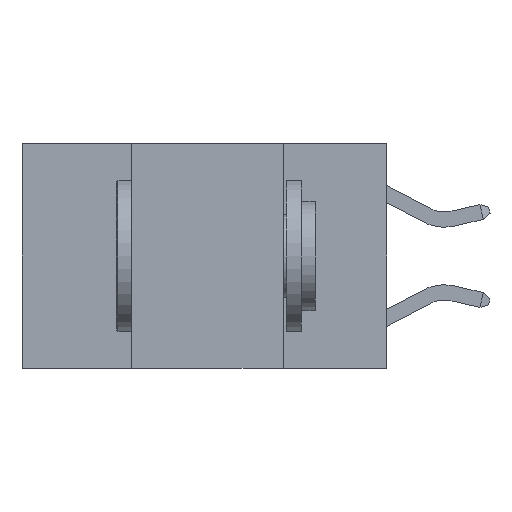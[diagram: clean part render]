
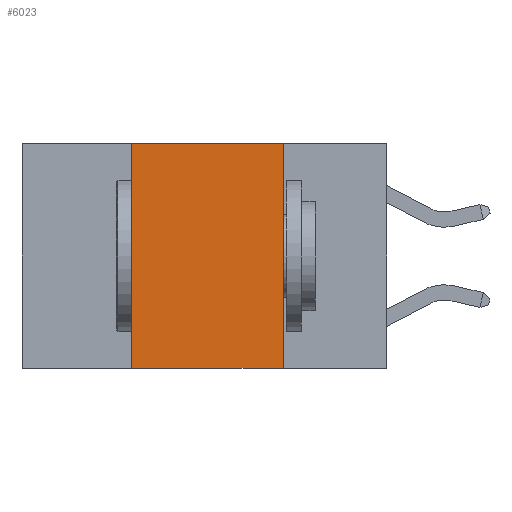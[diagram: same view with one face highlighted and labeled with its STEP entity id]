
A CAD part, left-side view. The second image highlights one B-rep face of the part: STEP entity #6023.
In plain terms, the highlighted planar face has unit normal (-1, 0, 0).
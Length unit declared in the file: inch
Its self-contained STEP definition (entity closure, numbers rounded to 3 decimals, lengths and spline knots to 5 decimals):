
#1417 = EDGE_LOOP ( 'NONE', ( #8414, #8907, #17042, #13416 ) ) ;
#1846 = CARTESIAN_POINT ( 'NONE',  ( 0., 0.17, -0.37 ) ) ;
#3028 = VECTOR ( 'NONE', #17219, 39.37008 ) ;
#3646 = EDGE_CURVE ( 'NONE', #15288, #4041, #10689, .T. ) ;
#3996 = VERTEX_POINT ( 'NONE', #4955 ) ;
#4041 = VERTEX_POINT ( 'NONE', #1846 ) ;
#4599 = DIRECTION ( 'NONE',  ( 0., 0., -1. ) ) ;
#4872 = CARTESIAN_POINT ( 'NONE',  ( 0., 0.6, 0. ) ) ;
#4955 = CARTESIAN_POINT ( 'NONE',  ( 0., 0.42, -0.37 ) ) ;
#5200 = LINE ( 'NONE', #13908, #17038 ) ;
#6023 = ADVANCED_FACE ( 'NONE', ( #11802 ), #19966, .F. ) ;
#6577 = VECTOR ( 'NONE', #19584, 39.37008 ) ;
#6815 = CARTESIAN_POINT ( 'NONE',  ( 0., 0.42, 0. ) ) ;
#7286 = CARTESIAN_POINT ( 'NONE',  ( 0., 0.17, 0. ) ) ;
#7687 = LINE ( 'NONE', #4872, #3028 ) ;
#8013 = EDGE_CURVE ( 'NONE', #16279, #15288, #7687, .T. ) ;
#8271 = AXIS2_PLACEMENT_3D ( 'NONE', #9281, #13862, #4599 ) ;
#8414 = ORIENTED_EDGE ( 'NONE', *, *, #3646, .F. ) ;
#8655 = EDGE_CURVE ( 'NONE', #3996, #16279, #5200, .T. ) ;
#8907 = ORIENTED_EDGE ( 'NONE', *, *, #8013, .F. ) ;
#9281 = CARTESIAN_POINT ( 'NONE',  ( 0., 0.6, 0. ) ) ;
#9442 = DIRECTION ( 'NONE',  ( 0., -1., 0. ) ) ;
#9614 = EDGE_CURVE ( 'NONE', #3996, #4041, #20116, .T. ) ;
#10689 = LINE ( 'NONE', #7286, #6577 ) ;
#11802 = FACE_OUTER_BOUND ( 'NONE', #1417, .T. ) ;
#11922 = VECTOR ( 'NONE', #9442, 39.37008 ) ;
#12355 = CARTESIAN_POINT ( 'NONE',  ( 0., 0.17, 0. ) ) ;
#13416 = ORIENTED_EDGE ( 'NONE', *, *, #9614, .T. ) ;
#13862 = DIRECTION ( 'NONE',  ( 1., 0., 0. ) ) ;
#13908 = CARTESIAN_POINT ( 'NONE',  ( 0., 0.42, 0. ) ) ;
#13969 = CARTESIAN_POINT ( 'NONE',  ( 0., 0.6, -0.37 ) ) ;
#15288 = VERTEX_POINT ( 'NONE', #12355 ) ;
#16279 = VERTEX_POINT ( 'NONE', #6815 ) ;
#16922 = DIRECTION ( 'NONE',  ( 0., 0., 1. ) ) ;
#17038 = VECTOR ( 'NONE', #16922, 39.37008 ) ;
#17042 = ORIENTED_EDGE ( 'NONE', *, *, #8655, .F. ) ;
#17219 = DIRECTION ( 'NONE',  ( 0., -1., 0. ) ) ;
#19584 = DIRECTION ( 'NONE',  ( 0., 0., -1. ) ) ;
#19966 = PLANE ( 'NONE',  #8271 ) ;
#20116 = LINE ( 'NONE', #13969, #11922 ) ;
